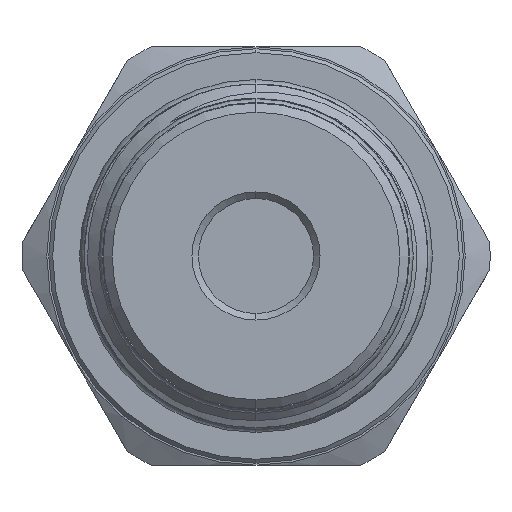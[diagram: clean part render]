
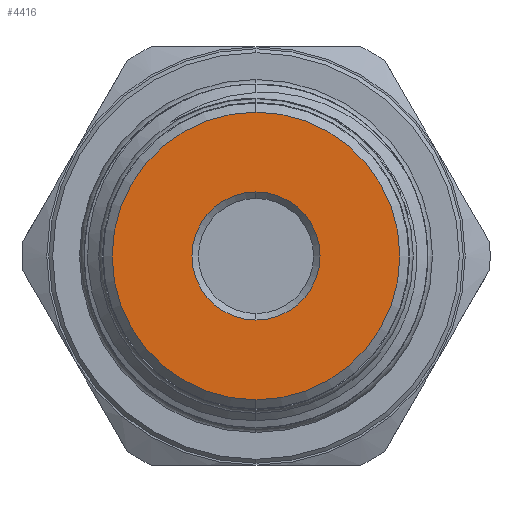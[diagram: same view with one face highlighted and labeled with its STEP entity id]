
A CAD part, left-side view. The second image highlights one B-rep face of the part: STEP entity #4416.
In plain terms, the highlighted planar face has unit normal (-1, 0, 0).
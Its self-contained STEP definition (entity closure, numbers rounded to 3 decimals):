
#242 = CIRCLE ( 'NONE', #7224, 4.9 ) ;
#343 = CIRCLE ( 'NONE', #7180, 11. ) ;
#494 = CIRCLE ( 'NONE', #7435, 11. ) ;
#730 = CIRCLE ( 'NONE', #7607, 4.9 ) ;
#1220 = EDGE_CURVE ( 'NONE', #2515, #2573, #242, .T. ) ;
#1308 = EDGE_CURVE ( 'NONE', #2646, #2532, #343, .T. ) ;
#1325 = EDGE_CURVE ( 'NONE', #2532, #2646, #494, .T. ) ;
#1368 = EDGE_CURVE ( 'NONE', #2573, #2515, #730, .T. ) ;
#2515 = VERTEX_POINT ( 'NONE', #4540 ) ;
#2532 = VERTEX_POINT ( 'NONE', #4598 ) ;
#2573 = VERTEX_POINT ( 'NONE', #4485 ) ;
#2646 = VERTEX_POINT ( 'NONE', #6044 ) ;
#3439 = DIRECTION ( 'NONE',  ( 1., 0., 0. ) ) ;
#3440 = CARTESIAN_POINT ( 'NONE',  ( -38.6, 0., 0. ) ) ;
#3443 = DIRECTION ( 'NONE',  ( 0., 0., -1. ) ) ;
#4159 = FACE_BOUND ( 'NONE', #6655, .T. ) ;
#4318 = FACE_OUTER_BOUND ( 'NONE', #6677, .T. ) ;
#4416 = ADVANCED_FACE ( 'NONE', ( #4159, #4318 ), #8374, .F. ) ;
#4485 = CARTESIAN_POINT ( 'NONE',  ( -38.6, 0., -4.9 ) ) ;
#4540 = CARTESIAN_POINT ( 'NONE',  ( -38.6, 0., 4.9 ) ) ;
#4598 = CARTESIAN_POINT ( 'NONE',  ( -38.6, 0., 11. ) ) ;
#6044 = CARTESIAN_POINT ( 'NONE',  ( -38.6, 0., -11. ) ) ;
#6306 = ORIENTED_EDGE ( 'NONE', *, *, #1220, .T. ) ;
#6310 = ORIENTED_EDGE ( 'NONE', *, *, #1308, .T. ) ;
#6433 = ORIENTED_EDGE ( 'NONE', *, *, #1325, .T. ) ;
#6655 = EDGE_LOOP ( 'NONE', ( #6306, #7018 ) ) ;
#6677 = EDGE_LOOP ( 'NONE', ( #6310, #6433 ) ) ;
#7018 = ORIENTED_EDGE ( 'NONE', *, *, #1368, .T. ) ;
#7180 = AXIS2_PLACEMENT_3D ( 'NONE', #8019, #8017, #8018 ) ;
#7224 = AXIS2_PLACEMENT_3D ( 'NONE', #8632, #8595, #8628 ) ;
#7435 = AXIS2_PLACEMENT_3D ( 'NONE', #7775, #7764, #7799 ) ;
#7551 = AXIS2_PLACEMENT_3D ( 'NONE', #8372, #8377, #8382 ) ;
#7607 = AXIS2_PLACEMENT_3D ( 'NONE', #3440, #3439, #3443 ) ;
#7764 = DIRECTION ( 'NONE',  ( -1., 0., 0. ) ) ;
#7775 = CARTESIAN_POINT ( 'NONE',  ( -38.6, 0., 0. ) ) ;
#7799 = DIRECTION ( 'NONE',  ( 0., 0., -1. ) ) ;
#8017 = DIRECTION ( 'NONE',  ( -1., 0., 0. ) ) ;
#8018 = DIRECTION ( 'NONE',  ( 0., 0., -1. ) ) ;
#8019 = CARTESIAN_POINT ( 'NONE',  ( -38.6, 0., 0. ) ) ;
#8372 = CARTESIAN_POINT ( 'NONE',  ( -38.6, 0., 0. ) ) ;
#8374 = PLANE ( 'NONE',  #7551 ) ;
#8377 = DIRECTION ( 'NONE',  ( 1., 0., 0. ) ) ;
#8382 = DIRECTION ( 'NONE',  ( 0., 0., -1. ) ) ;
#8595 = DIRECTION ( 'NONE',  ( 1., 0., 0. ) ) ;
#8628 = DIRECTION ( 'NONE',  ( 0., 0., -1. ) ) ;
#8632 = CARTESIAN_POINT ( 'NONE',  ( -38.6, 0., 0. ) ) ;
